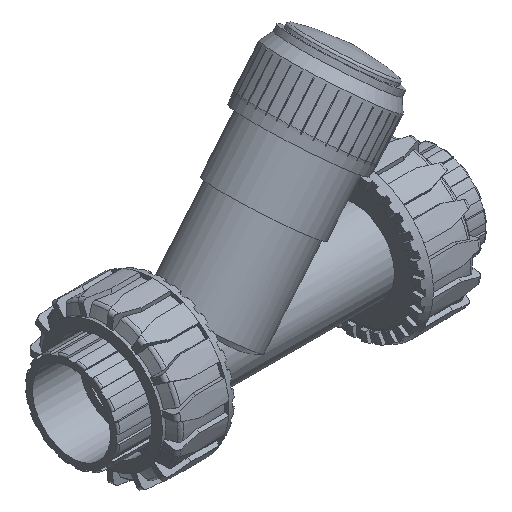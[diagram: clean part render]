
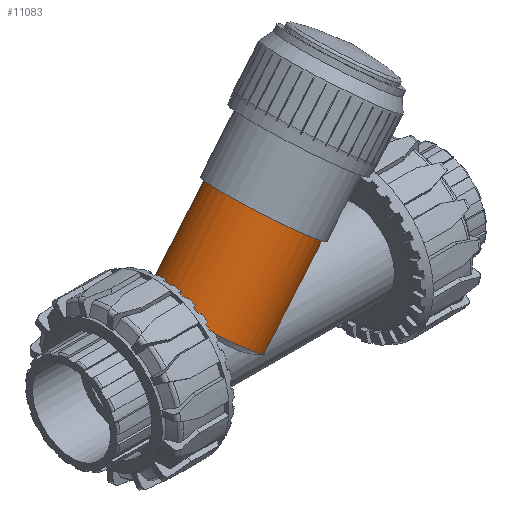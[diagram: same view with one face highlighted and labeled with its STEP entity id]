
A CAD part, isometric view. The second image highlights one B-rep face of the part: STEP entity #11083.
In plain terms, the highlighted cylindrical face has radius 38 mm (diameter 76 mm), a full revolution.
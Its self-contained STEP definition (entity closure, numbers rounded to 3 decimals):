
#2571=FACE_BOUND($,#3790,.T.);
#2602=CIRCLE($,#11710,38.);
#2612=CIRCLE($,#11731,38.);
#2613=CIRCLE($,#11732,38.);
#3154=FACE_OUTER_BOUND($,#3789,.T.);
#3789=EDGE_LOOP($,(#7479));
#3790=EDGE_LOOP($,(#7480,#7481,#7482,#7483));
#4423=B_SPLINE_CURVE_WITH_KNOTS($,3,(#16809,#16810,#16811,#16812,#16813,
#16814,#16815,#16816,#16817,#16818,#16819,#16820,#16821,#16822,#16823,#16824,
#16825,#16826,#16827,#16828,#16829,#16830,#16831,#16832),.UNSPECIFIED.,
 .F.,.F.,(4,2,2,2,2,2,2,2,2,2,2,4),(-14.798,-14.669,
-14.354,-13.483,-12.612,-11.553,
-10.494,-9.433,-8.372,-7.774,
-7.476,-7.177),.UNSPECIFIED.);
#4424=B_SPLINE_CURVE_WITH_KNOTS($,3,(#16834,#16835,#16836,#16837,#16838,
#16839,#16840,#16841,#16842,#16843,#16844,#16845,#16846,#16847,#16848,#16849,
#16850,#16851,#16852,#16853,#16854,#16855,#16856,#16857,#16858),
 .UNSPECIFIED.,.F.,.F.,(4,2,2,2,2,2,2,2,2,3,2,4),(17.379,17.678,
17.977,18.574,19.636,20.697,21.756,
22.814,23.685,24.556,24.871,25.001),
 .UNSPECIFIED.);
#4523=VERTEX_POINT($,#16754);
#4533=VERTEX_POINT($,#16784);
#4534=VERTEX_POINT($,#16785);
#4535=VERTEX_POINT($,#16808);
#4536=VERTEX_POINT($,#16833);
#5694=EDGE_CURVE($,#4523,#4523,#2602,.T.);
#5705=EDGE_CURVE($,#4534,#4535,#4423,.T.);
#5706=EDGE_CURVE($,#4535,#4536,#4424,.T.);
#5708=EDGE_CURVE($,#4533,#4534,#2612,.T.);
#5709=EDGE_CURVE($,#4536,#4533,#2613,.T.);
#7479=ORIENTED_EDGE($,*,*,#5694,.T.);
#7480=ORIENTED_EDGE($,*,*,#5705,.F.);
#7481=ORIENTED_EDGE($,*,*,#5708,.F.);
#7482=ORIENTED_EDGE($,*,*,#5709,.F.);
#7483=ORIENTED_EDGE($,*,*,#5706,.F.);
#10967=CYLINDRICAL_SURFACE($,#11730,38.);
#11083=ADVANCED_FACE($,(#3154,#2571),#10967,.T.);
#11710=AXIS2_PLACEMENT_3D($,#16755,#13082,#13083);
#11730=AXIS2_PLACEMENT_3D($,#16881,#13122,#13123);
#11731=AXIS2_PLACEMENT_3D($,#16882,#13124,#13125);
#11732=AXIS2_PLACEMENT_3D($,#16883,#13126,#13127);
#13082=DIRECTION('center_axis',(-0.643,-0.766,0.));
#13083=DIRECTION('ref_axis',(-0.766,0.643,0.));
#13122=DIRECTION('center_axis',(-0.643,-0.766,0.));
#13123=DIRECTION('ref_axis',(-0.766,0.643,0.));
#13124=DIRECTION('center_axis',(-0.643,-0.766,0.));
#13125=DIRECTION('ref_axis',(-0.766,0.643,0.));
#13126=DIRECTION('center_axis',(-0.643,-0.766,0.));
#13127=DIRECTION('ref_axis',(-0.766,0.643,0.));
#16754=CARTESIAN_POINT('',(146.047,40.688,0.));
#16755=CARTESIAN_POINT('Origin',(116.937,65.114,0.));
#16784=CARTESIAN_POINT('',(40.385,33.,0.));
#16785=CARTESIAN_POINT('',(84.215,-3.778,-32.783));
#16808=CARTESIAN_POINT('',(139.596,33.,0.));
#16809=CARTESIAN_POINT('Ctrl Pts',(84.215,-3.778,-32.783));
#16810=CARTESIAN_POINT('Ctrl Pts',(84.447,-3.38,-32.829));
#16811=CARTESIAN_POINT('Ctrl Pts',(84.69,-2.99,-32.866));
#16812=CARTESIAN_POINT('Ctrl Pts',(85.554,-1.68,-32.97));
#16813=CARTESIAN_POINT('Ctrl Pts',(86.22,-0.805,
-33.));
#16814=CARTESIAN_POINT('Ctrl Pts',(88.761,2.223,-33.));
#16815=CARTESIAN_POINT('Ctrl Pts',(91.085,4.358,-32.772));
#16816=CARTESIAN_POINT('Ctrl Pts',(95.999,8.276,-32.008));
#16817=CARTESIAN_POINT('Ctrl Pts',(98.583,10.069,-31.47));
#16818=CARTESIAN_POINT('Ctrl Pts',(103.85,13.524,-30.17));
#16819=CARTESIAN_POINT('Ctrl Pts',(107.066,15.476,-29.227));
#16820=CARTESIAN_POINT('Ctrl Pts',(113.46,19.188,-26.937));
#16821=CARTESIAN_POINT('Ctrl Pts',(116.637,20.949,-25.584));
#16822=CARTESIAN_POINT('Ctrl Pts',(122.31,24.033,-22.713));
#16823=CARTESIAN_POINT('Ctrl Pts',(125.357,25.651,-20.923));
#16824=CARTESIAN_POINT('Ctrl Pts',(131.006,28.607,-16.655));
#16825=CARTESIAN_POINT('Ctrl Pts',(133.605,29.944,-14.175));
#16826=CARTESIAN_POINT('Ctrl Pts',(136.704,31.53,-9.878));
#16827=CARTESIAN_POINT('Ctrl Pts',(137.76,32.068,-8.043));
#16828=CARTESIAN_POINT('Ctrl Pts',(138.848,32.621,-5.087));
#16829=CARTESIAN_POINT('Ctrl Pts',(139.131,32.764,-4.068));
#16830=CARTESIAN_POINT('Ctrl Pts',(139.505,32.954,-2.023));
#16831=CARTESIAN_POINT('Ctrl Pts',(139.596,33.,-0.996));
#16832=CARTESIAN_POINT('Ctrl Pts',(139.596,33.,0.));
#16833=CARTESIAN_POINT('',(84.215,-3.778,32.783));
#16834=CARTESIAN_POINT('Ctrl Pts',(139.596,33.,0.));
#16835=CARTESIAN_POINT('Ctrl Pts',(139.596,33.,0.996));
#16836=CARTESIAN_POINT('Ctrl Pts',(139.505,32.954,2.023));
#16837=CARTESIAN_POINT('Ctrl Pts',(139.131,32.764,4.068));
#16838=CARTESIAN_POINT('Ctrl Pts',(138.848,32.621,5.087));
#16839=CARTESIAN_POINT('Ctrl Pts',(137.76,32.068,8.043));
#16840=CARTESIAN_POINT('Ctrl Pts',(136.704,31.53,9.878));
#16841=CARTESIAN_POINT('Ctrl Pts',(133.605,29.944,14.175));
#16842=CARTESIAN_POINT('Ctrl Pts',(131.006,28.607,16.655));
#16843=CARTESIAN_POINT('Ctrl Pts',(125.357,25.651,20.923));
#16844=CARTESIAN_POINT('Ctrl Pts',(122.31,24.033,22.713));
#16845=CARTESIAN_POINT('Ctrl Pts',(116.637,20.949,25.584));
#16846=CARTESIAN_POINT('Ctrl Pts',(113.46,19.188,26.937));
#16847=CARTESIAN_POINT('Ctrl Pts',(107.066,15.476,29.227));
#16848=CARTESIAN_POINT('Ctrl Pts',(103.85,13.524,30.17));
#16849=CARTESIAN_POINT('Ctrl Pts',(98.583,10.069,31.47));
#16850=CARTESIAN_POINT('Ctrl Pts',(95.999,8.276,32.008));
#16851=CARTESIAN_POINT('Ctrl Pts',(91.085,4.358,32.772));
#16852=CARTESIAN_POINT('Ctrl Pts',(88.761,2.223,33.));
#16853=CARTESIAN_POINT('Ctrl Pts',(86.896,0.,33.));
#16854=CARTESIAN_POINT('Ctrl Pts',(86.22,-0.805,
33.));
#16855=CARTESIAN_POINT('Ctrl Pts',(85.554,-1.68,32.97));
#16856=CARTESIAN_POINT('Ctrl Pts',(84.69,-2.99,32.866));
#16857=CARTESIAN_POINT('Ctrl Pts',(84.447,-3.38,32.829));
#16858=CARTESIAN_POINT('Ctrl Pts',(84.215,-3.778,32.783));
#16881=CARTESIAN_POINT('Origin',(93.216,36.844,0.));
#16882=CARTESIAN_POINT('Origin',(69.494,8.574,0.));
#16883=CARTESIAN_POINT('Origin',(69.494,8.574,0.));
